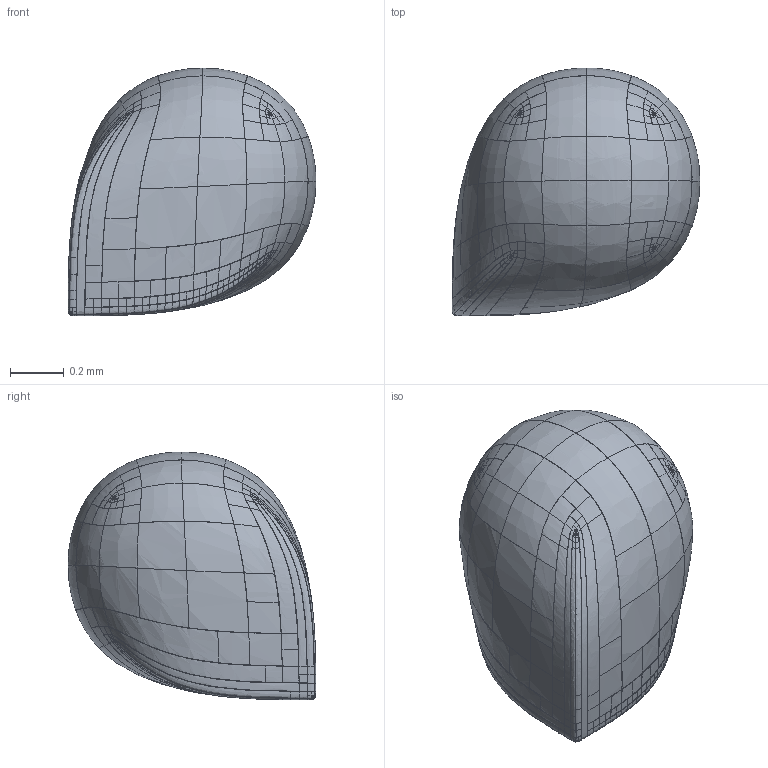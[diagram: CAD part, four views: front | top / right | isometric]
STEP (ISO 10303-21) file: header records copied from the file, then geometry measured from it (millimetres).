
FILE_DESCRIPTION(('Shape Data from Truck'), '2;1');
FILE_NAME('', '2025-11-24 21:57:03.291584230', (('')), (('')), 'truck', '', '');
FILE_SCHEMA(('ISO-10303-042'));
Length unit declared in the file: millimetre
Bounding box: 0.92 x 0.92 x 0.92 mm (x, y, z)
Surface area: 10.1 mm2 (no closed solid volume)
Topology: 0 solids, 457 shells, 457 faces, 1828 edges, 1828 vertices
Faces by surface type: bspline 457
Entity records: 21524 total; most frequent: CARTESIAN_POINT 18769, FACE_SURFACE 457, FACE_BOUND 457, VERTEX_LOOP 457, VERTEX_POINT 457, POINT_ON_SURFACE 457, B_SPLINE_SURFACE_WITH_KNOTS 457, APPLICATION_PROTOCOL_DEFINITION 1
